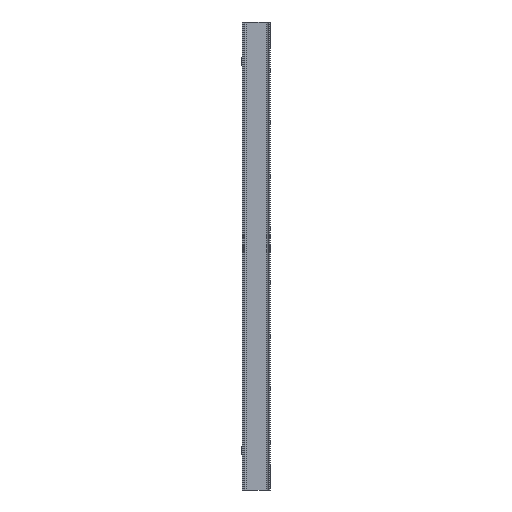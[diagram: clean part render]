
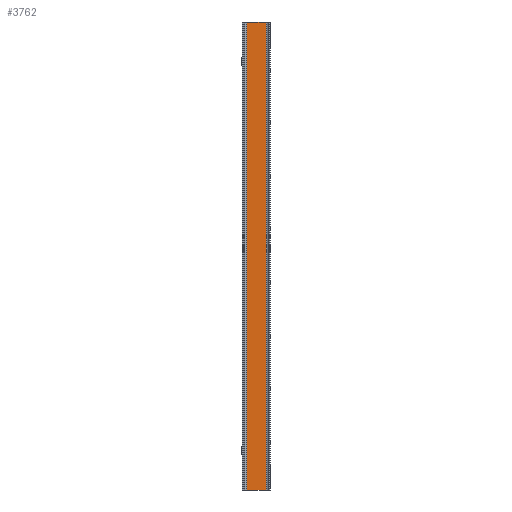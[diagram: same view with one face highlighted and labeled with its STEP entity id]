
A CAD part, left-side view. The second image highlights one B-rep face of the part: STEP entity #3762.
In plain terms, the highlighted face is planar.
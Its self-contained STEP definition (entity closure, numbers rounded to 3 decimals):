
#115 = CARTESIAN_POINT ( 'NONE',  ( 4.5, 35.4, 837. ) ) ;
#162 = DIRECTION ( 'NONE',  ( 0., -1., 0. ) ) ;
#397 = PLANE ( 'NONE',  #6772 ) ;
#602 = LINE ( 'NONE', #7377, #2325 ) ;
#623 = CARTESIAN_POINT ( 'NONE',  ( 4.5, 35.4, 837. ) ) ;
#640 = VERTEX_POINT ( 'NONE', #5576 ) ;
#696 = VERTEX_POINT ( 'NONE', #623 ) ;
#774 = VECTOR ( 'NONE', #1380, 1000. ) ;
#1135 = EDGE_LOOP ( 'NONE', ( #6293, #7814, #4566, #7033 ) ) ;
#1380 = DIRECTION ( 'NONE',  ( 0., -1., 0. ) ) ;
#2085 = EDGE_CURVE ( 'NONE', #640, #5094, #4512, .T. ) ;
#2242 = CARTESIAN_POINT ( 'NONE',  ( 4.5, 35.4, 837. ) ) ;
#2325 = VECTOR ( 'NONE', #7936, 1000. ) ;
#2357 = VERTEX_POINT ( 'NONE', #5553 ) ;
#2522 = EDGE_CURVE ( 'NONE', #2357, #5094, #602, .T. ) ;
#2833 = EDGE_CURVE ( 'NONE', #696, #2357, #5675, .T. ) ;
#2876 = CARTESIAN_POINT ( 'NONE',  ( 4.5, 35.4, 837. ) ) ;
#3039 = VECTOR ( 'NONE', #162, 1000. ) ;
#3666 = LINE ( 'NONE', #2242, #5088 ) ;
#3762 = ADVANCED_FACE ( 'NONE', ( #4902 ), #397, .T. ) ;
#3862 = CARTESIAN_POINT ( 'NONE',  ( 4.5, 35.4, -837. ) ) ;
#3936 = CARTESIAN_POINT ( 'NONE',  ( 4.5, -35.4, -837. ) ) ;
#4323 = EDGE_CURVE ( 'NONE', #696, #640, #3666, .T. ) ;
#4512 = LINE ( 'NONE', #3862, #3039 ) ;
#4566 = ORIENTED_EDGE ( 'NONE', *, *, #2833, .T. ) ;
#4716 = DIRECTION ( 'NONE',  ( 0., 0., -1. ) ) ;
#4902 = FACE_OUTER_BOUND ( 'NONE', #1135, .T. ) ;
#5088 = VECTOR ( 'NONE', #4716, 1000. ) ;
#5094 = VERTEX_POINT ( 'NONE', #3936 ) ;
#5349 = DIRECTION ( 'NONE',  ( 1., 0., 0. ) ) ;
#5553 = CARTESIAN_POINT ( 'NONE',  ( 4.5, -35.4, 837. ) ) ;
#5576 = CARTESIAN_POINT ( 'NONE',  ( 4.5, 35.4, -837. ) ) ;
#5675 = LINE ( 'NONE', #115, #774 ) ;
#6293 = ORIENTED_EDGE ( 'NONE', *, *, #2085, .F. ) ;
#6772 = AXIS2_PLACEMENT_3D ( 'NONE', #2876, #5349, #7816 ) ;
#7033 = ORIENTED_EDGE ( 'NONE', *, *, #2522, .T. ) ;
#7377 = CARTESIAN_POINT ( 'NONE',  ( 4.5, -35.4, 837. ) ) ;
#7814 = ORIENTED_EDGE ( 'NONE', *, *, #4323, .F. ) ;
#7816 = DIRECTION ( 'NONE',  ( 0., 1., 0. ) ) ;
#7936 = DIRECTION ( 'NONE',  ( 0., 0., -1. ) ) ;
